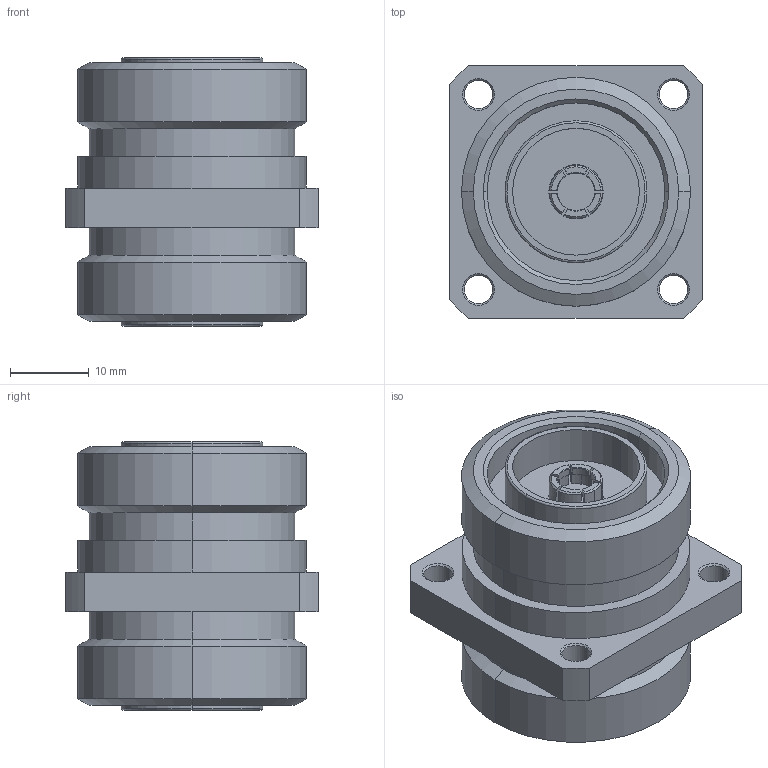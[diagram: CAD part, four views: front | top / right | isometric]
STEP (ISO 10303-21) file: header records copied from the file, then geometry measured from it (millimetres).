
FILE_DESCRIPTION (( 'STEP AP214' ), '1' );
FILE_NAME ('J01123A0007.STEP', '2011-04-01T09:59:09', ( 'markiewicz' ), ( '' ), 'SwSTEP 2.0', 'SolidWorks 2010', '' );
FILE_SCHEMA (( 'AUTOMOTIVE_DESIGN' ));
Length unit declared in the file: millimetre
Products named in the file (1): J01123A0007
Bounding box: 32 x 32 x 34 mm (x, y, z)
Volume: 19493.7 mm3; surface area: 7208.5 mm2
Topology: 1 solids, 1 shells, 223 faces, 560 edges, 360 vertices
Faces by surface type: cylinder 86, plane 63, cone 56, torus 18
Entity records: 9265 total; most frequent: CARTESIAN_POINT 1522, ORIENTED_EDGE 1120, DIRECTION 1110, EDGE_CURVE 560, AXIS2_PLACEMENT_3D 436, VERTEX_POINT 360, EDGE_LOOP 252, LINE 238
